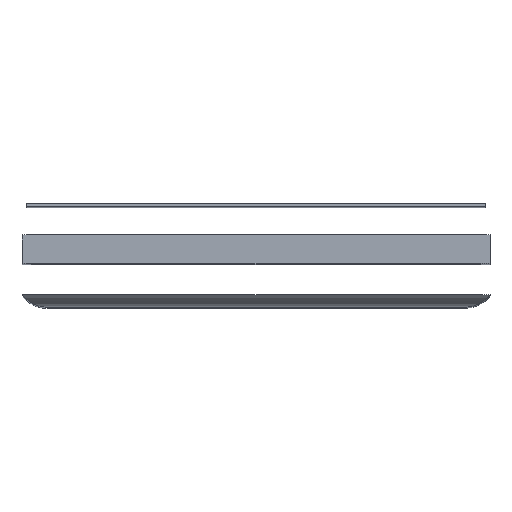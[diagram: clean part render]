
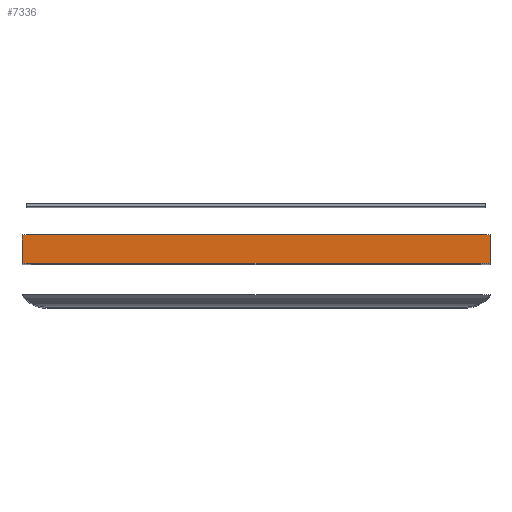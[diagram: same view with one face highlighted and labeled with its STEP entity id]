
A CAD part, top view. The second image highlights one B-rep face of the part: STEP entity #7336.
In plain terms, the highlighted planar face has unit normal (0, 0, 1).
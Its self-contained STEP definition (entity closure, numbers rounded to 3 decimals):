
#813=FACE_OUTER_BOUND('',#1180,.T.);
#1180=EDGE_LOOP('',(#6075,#6076,#6077,#6078));
#1539=LINE('',#10247,#2325);
#1642=LINE('',#10463,#2428);
#2081=LINE('',#11445,#2867);
#2082=LINE('',#11446,#2868);
#2325=VECTOR('',#8200,10.);
#2428=VECTOR('',#8343,10.);
#2867=VECTOR('',#9278,10.);
#2868=VECTOR('',#9279,10.);
#3103=VERTEX_POINT('',#10244);
#3104=VERTEX_POINT('',#10246);
#3197=VERTEX_POINT('',#10462);
#3492=VERTEX_POINT('',#11444);
#3799=EDGE_CURVE('',#3103,#3104,#1539,.T.);
#3908=EDGE_CURVE('',#3197,#3104,#1642,.T.);
#4399=EDGE_CURVE('',#3492,#3197,#2081,.T.);
#4400=EDGE_CURVE('',#3492,#3103,#2082,.T.);
#6075=ORIENTED_EDGE('',*,*,#4399,.T.);
#6076=ORIENTED_EDGE('',*,*,#3908,.T.);
#6077=ORIENTED_EDGE('',*,*,#3799,.F.);
#6078=ORIENTED_EDGE('',*,*,#4400,.F.);
#7071=PLANE('',#7793);
#7336=ADVANCED_FACE('',(#813),#7071,.T.);
#7793=AXIS2_PLACEMENT_3D('',#11443,#9276,#9277);
#8200=DIRECTION('',(-1.,0.,0.));
#8343=DIRECTION('',(0.,-1.,0.));
#9276=DIRECTION('center_axis',(0.,0.,1.));
#9277=DIRECTION('ref_axis',(-1.,0.,0.));
#9278=DIRECTION('',(-1.,0.,0.));
#9279=DIRECTION('',(0.,-1.,0.));
#10244=CARTESIAN_POINT('',(74.5,-9.,117.25));
#10246=CARTESIAN_POINT('',(-74.5,-9.,117.25));
#10247=CARTESIAN_POINT('',(74.5,-9.,117.25));
#10462=CARTESIAN_POINT('',(-74.5,0.,117.25));
#10463=CARTESIAN_POINT('',(-74.5,0.,117.25));
#11443=CARTESIAN_POINT('Origin',(74.5,0.,117.25));
#11444=CARTESIAN_POINT('',(74.5,0.,117.25));
#11445=CARTESIAN_POINT('',(74.5,0.,117.25));
#11446=CARTESIAN_POINT('',(74.5,0.,117.25));
